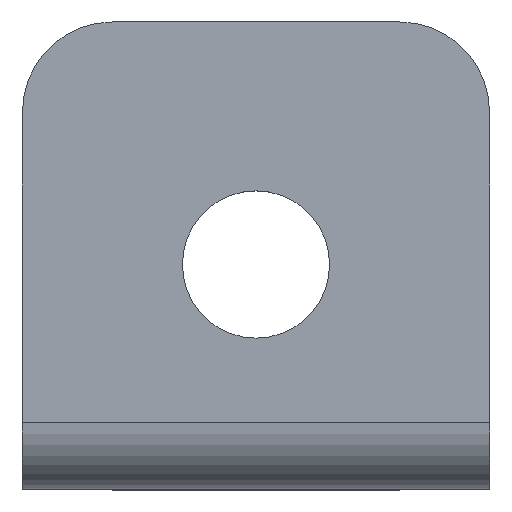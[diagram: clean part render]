
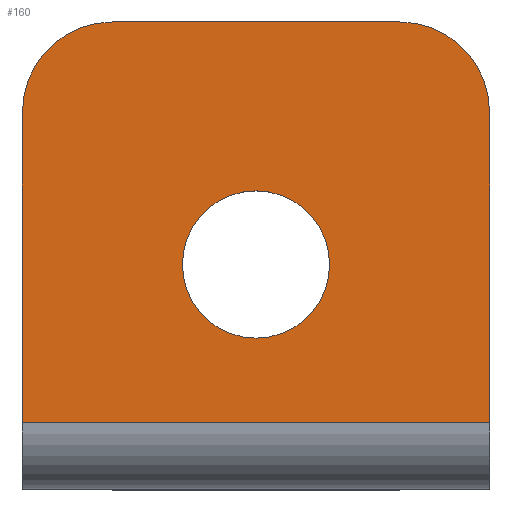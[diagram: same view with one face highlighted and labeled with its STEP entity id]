
A CAD part, top view. The second image highlights one B-rep face of the part: STEP entity #160.
In plain terms, the highlighted planar face has unit normal (0, 0, 1).
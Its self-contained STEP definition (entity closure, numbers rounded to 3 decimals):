
#2 = LINE ( 'NONE', #12, #273 ) ;
#3 = EDGE_LOOP ( 'NONE', ( #42, #145 ) ) ;
#12 = CARTESIAN_POINT ( 'NONE',  ( 0., 0., 0. ) ) ;
#22 = CIRCLE ( 'NONE', #535, 4.1 ) ;
#28 = DIRECTION ( 'NONE',  ( -1., 0., 0. ) ) ;
#31 = CARTESIAN_POINT ( 'NONE',  ( 13., 12.5, 0. ) ) ;
#34 = VERTEX_POINT ( 'NONE', #516 ) ;
#40 = EDGE_CURVE ( 'NONE', #359, #34, #257, .T. ) ;
#42 = ORIENTED_EDGE ( 'NONE', *, *, #677, .T. ) ;
#49 = AXIS2_PLACEMENT_3D ( 'NONE', #31, #396, #93 ) ;
#60 = VERTEX_POINT ( 'NONE', #117 ) ;
#69 = DIRECTION ( 'NONE',  ( -1., 0., 0. ) ) ;
#70 = DIRECTION ( 'NONE',  ( 0., -1., 0. ) ) ;
#72 = EDGE_CURVE ( 'NONE', #571, #619, #367, .T. ) ;
#82 = CARTESIAN_POINT ( 'NONE',  ( 8.9, 12.5, 0. ) ) ;
#84 = CARTESIAN_POINT ( 'NONE',  ( 26., 3.7, 0. ) ) ;
#89 = CARTESIAN_POINT ( 'NONE',  ( 26., 0., 0. ) ) ;
#93 = DIRECTION ( 'NONE',  ( -1., 0., 0. ) ) ;
#117 = CARTESIAN_POINT ( 'NONE',  ( 0., 3.7, 0. ) ) ;
#118 = VECTOR ( 'NONE', #642, 1000. ) ;
#123 = CARTESIAN_POINT ( 'NONE',  ( 5., 21., 0. ) ) ;
#129 = CIRCLE ( 'NONE', #49, 4.1 ) ;
#131 = PLANE ( 'NONE',  #241 ) ;
#145 = ORIENTED_EDGE ( 'NONE', *, *, #421, .T. ) ;
#149 = DIRECTION ( 'NONE',  ( 0., -1., 0. ) ) ;
#159 = EDGE_CURVE ( 'NONE', #619, #60, #2, .T. ) ;
#160 = ADVANCED_FACE ( 'NONE', ( #671, #291 ), #131, .F. ) ;
#165 = ORIENTED_EDGE ( 'NONE', *, *, #326, .F. ) ;
#167 = EDGE_CURVE ( 'NONE', #622, #60, #390, .T. ) ;
#175 = VECTOR ( 'NONE', #149, 1000. ) ;
#177 = DIRECTION ( 'NONE',  ( -1., 0., 0. ) ) ;
#183 = DIRECTION ( 'NONE',  ( -1., 0., 0. ) ) ;
#201 = ORIENTED_EDGE ( 'NONE', *, *, #167, .F. ) ;
#228 = ORIENTED_EDGE ( 'NONE', *, *, #678, .T. ) ;
#241 = AXIS2_PLACEMENT_3D ( 'NONE', #428, #483, #183 ) ;
#257 = CIRCLE ( 'NONE', #278, 5. ) ;
#273 = VECTOR ( 'NONE', #70, 1000. ) ;
#274 = ORIENTED_EDGE ( 'NONE', *, *, #40, .T. ) ;
#278 = AXIS2_PLACEMENT_3D ( 'NONE', #625, #320, #686 ) ;
#291 = FACE_OUTER_BOUND ( 'NONE', #363, .T. ) ;
#295 = VERTEX_POINT ( 'NONE', #82 ) ;
#320 = DIRECTION ( 'NONE',  ( 0., 0., 1. ) ) ;
#326 = EDGE_CURVE ( 'NONE', #359, #622, #578, .T. ) ;
#356 = DIRECTION ( 'NONE',  ( 0., 0., -1. ) ) ;
#359 = VERTEX_POINT ( 'NONE', #659 ) ;
#363 = EDGE_LOOP ( 'NONE', ( #165, #274, #228, #685, #496, #201 ) ) ;
#367 = CIRCLE ( 'NONE', #665, 5. ) ;
#380 = VECTOR ( 'NONE', #28, 1000. ) ;
#390 = LINE ( 'NONE', #588, #118 ) ;
#396 = DIRECTION ( 'NONE',  ( 0., 0., -1. ) ) ;
#413 = LINE ( 'NONE', #600, #380 ) ;
#421 = EDGE_CURVE ( 'NONE', #654, #295, #22, .T. ) ;
#428 = CARTESIAN_POINT ( 'NONE',  ( 26., 0., 0. ) ) ;
#435 = CARTESIAN_POINT ( 'NONE',  ( 0., 21., 0. ) ) ;
#446 = CARTESIAN_POINT ( 'NONE',  ( 5., 26., 0. ) ) ;
#474 = DIRECTION ( 'NONE',  ( 0., 0., 1. ) ) ;
#483 = DIRECTION ( 'NONE',  ( 0., 0., -1. ) ) ;
#496 = ORIENTED_EDGE ( 'NONE', *, *, #159, .T. ) ;
#516 = CARTESIAN_POINT ( 'NONE',  ( 21., 26., 0. ) ) ;
#535 = AXIS2_PLACEMENT_3D ( 'NONE', #664, #356, #69 ) ;
#571 = VERTEX_POINT ( 'NONE', #446 ) ;
#578 = LINE ( 'NONE', #89, #175 ) ;
#588 = CARTESIAN_POINT ( 'NONE',  ( 26., 3.7, 0. ) ) ;
#600 = CARTESIAN_POINT ( 'NONE',  ( 26., 26., 0. ) ) ;
#619 = VERTEX_POINT ( 'NONE', #435 ) ;
#622 = VERTEX_POINT ( 'NONE', #84 ) ;
#625 = CARTESIAN_POINT ( 'NONE',  ( 21., 21., 0. ) ) ;
#642 = DIRECTION ( 'NONE',  ( -1., 0., 0. ) ) ;
#652 = CARTESIAN_POINT ( 'NONE',  ( 17.1, 12.5, 0. ) ) ;
#654 = VERTEX_POINT ( 'NONE', #652 ) ;
#659 = CARTESIAN_POINT ( 'NONE',  ( 26., 21., 0. ) ) ;
#664 = CARTESIAN_POINT ( 'NONE',  ( 13., 12.5, 0. ) ) ;
#665 = AXIS2_PLACEMENT_3D ( 'NONE', #123, #474, #177 ) ;
#671 = FACE_BOUND ( 'NONE', #3, .T. ) ;
#677 = EDGE_CURVE ( 'NONE', #295, #654, #129, .T. ) ;
#678 = EDGE_CURVE ( 'NONE', #34, #571, #413, .T. ) ;
#685 = ORIENTED_EDGE ( 'NONE', *, *, #72, .T. ) ;
#686 = DIRECTION ( 'NONE',  ( -1., 0., 0. ) ) ;
